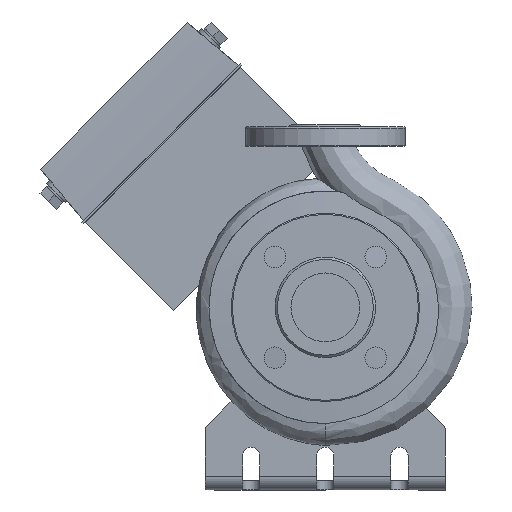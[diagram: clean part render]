
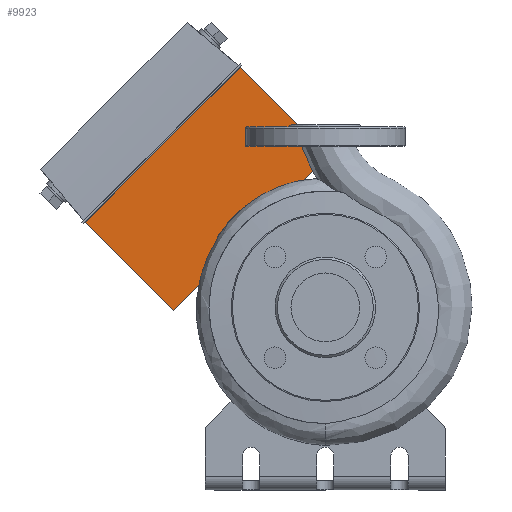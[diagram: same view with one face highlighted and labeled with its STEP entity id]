
A CAD part, left-side view. The second image highlights one B-rep face of the part: STEP entity #9923.
In plain terms, the highlighted planar face has unit normal (-1, 0, 0).
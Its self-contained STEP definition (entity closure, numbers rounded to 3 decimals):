
#888=LINE('',#19820,#1741);
#895=LINE('',#19838,#1748);
#898=LINE('',#19844,#1751);
#899=LINE('',#19845,#1752);
#1741=VECTOR('',#13736,10.);
#1748=VECTOR('',#13761,10.);
#1751=VECTOR('',#13766,10.);
#1752=VECTOR('',#13767,10.);
#2210=PLANE('',#10937);
#2883=FACE_OUTER_BOUND('',#3540,.T.);
#3540=EDGE_LOOP('',(#9152,#9153,#9154,#9155));
#4938=VERTEX_POINT('',#19816);
#4940=VERTEX_POINT('',#19819);
#4942=VERTEX_POINT('',#19837);
#4944=VERTEX_POINT('',#19843);
#6340=EDGE_CURVE('',#4940,#4938,#888,.T.);
#6349=EDGE_CURVE('',#4942,#4940,#895,.T.);
#6352=EDGE_CURVE('',#4938,#4944,#898,.T.);
#6353=EDGE_CURVE('',#4944,#4942,#899,.T.);
#9152=ORIENTED_EDGE('',*,*,#6340,.T.);
#9153=ORIENTED_EDGE('',*,*,#6352,.T.);
#9154=ORIENTED_EDGE('',*,*,#6353,.T.);
#9155=ORIENTED_EDGE('',*,*,#6349,.T.);
#9923=ADVANCED_FACE('',(#2883),#2210,.T.);
#10937=AXIS2_PLACEMENT_3D('',#19842,#13764,#13765);
#13736=DIRECTION('',(0.,0.707,-0.707));
#13761=DIRECTION('',(0.,0.707,0.707));
#13764=DIRECTION('center_axis',(-1.,0.,0.));
#13765=DIRECTION('ref_axis',(0.,0.707,0.707));
#13766=DIRECTION('',(0.,-0.707,-0.707));
#13767=DIRECTION('',(0.,-0.707,0.707));
#19816=CARTESIAN_POINT('',(194.5,210.364,234.6));
#19819=CARTESIAN_POINT('',(194.5,74.6,370.364));
#19820=CARTESIAN_POINT('',(194.5,142.482,302.482));
#19837=CARTESIAN_POINT('',(194.5,-2.828,292.936));
#19838=CARTESIAN_POINT('',(194.5,-2.828,292.936));
#19842=CARTESIAN_POINT('Origin',(194.5,143.189,303.189));
#19843=CARTESIAN_POINT('',(194.5,132.936,157.172));
#19844=CARTESIAN_POINT('',(194.5,132.936,157.172));
#19845=CARTESIAN_POINT('',(194.5,65.054,225.054));
